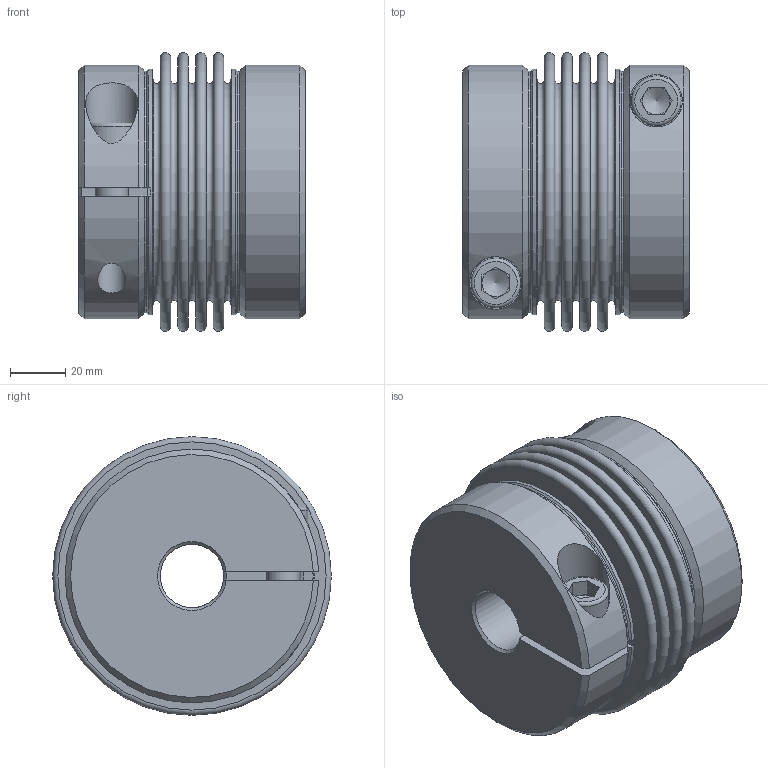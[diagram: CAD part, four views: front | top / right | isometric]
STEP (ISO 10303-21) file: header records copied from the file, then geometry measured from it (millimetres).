
FILE_DESCRIPTION( ( 'Unknown' ), '1' );
FILE_NAME( 'KG-VA 280 - 4W.stp', 'Unknown', ( 'Unknown' ), ( 'Unknown' ), 'PSStep 10.1', 'Unknown', ' ' );
FILE_SCHEMA( ( 'AUTOMOTIVE_DESIGN { 1 0 10303 214 1 1 1 1 }' ) );
Length unit declared in the file: millimetre
Products named in the file (1): 28816951-oa1
Bounding box: 82.15 x 101 x 101 mm (x, y, z)
Volume: 326826.1 mm3; surface area: 115957.4 mm2
Topology: 1 solids, 1 shells, 114 faces, 251 edges, 161 vertices
Faces by surface type: plane 58, torus 22, cylinder 18, cone 16
Full cylindrical faces by diameter (mm): 10.2 x2, 12 x2, 12.5 x2, 18 x2, 19 x2, 87.8 x2, 89 x2
Entity records: 4116 total; most frequent: CARTESIAN_POINT 839, DIRECTION 518, ORIENTED_EDGE 392, AXIS2_PLACEMENT_3D 219, EDGE_CURVE 196, EDGE_LOOP 182, FACE_OUTER_BOUND 148, VERTEX_POINT 148
